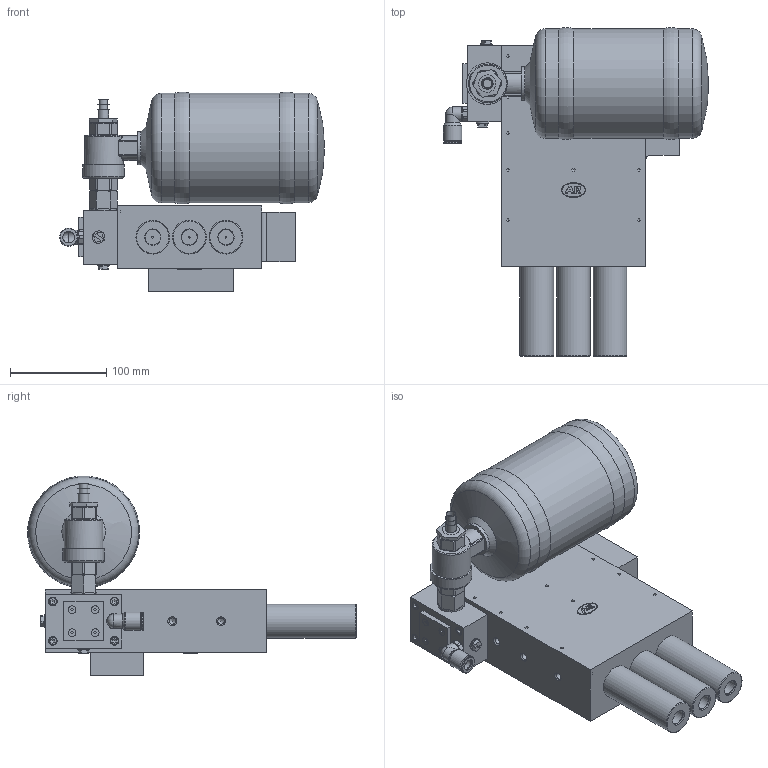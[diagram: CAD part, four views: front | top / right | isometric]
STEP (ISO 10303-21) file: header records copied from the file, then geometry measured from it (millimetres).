
FILE_DESCRIPTION(/* description */ (''),/* implementation_level */ '2;1');
FILE_NAME(/* name */ 'cvk10v.stp',/* time_stamp */ '2021-09-09T13:21:49+02:00',/* author */ ('enginyeria'),/* organization */ (''),/* preprocessor_version */ 'ST-DEVELOPER v17.2',/* originating_system */ 'Autodesk Inventor 2019',/* authorisation */ '');
FILE_SCHEMA (('CONFIG_CONTROL_DESIGN'));
Length unit declared in the file: millimetre
Products named in the file (1): Pieza46
Bounding box: 275.12 x 340.88 x 207.28 mm (x, y, z)
Volume: 4786339.3 mm3; surface area: 332844.3 mm2
Topology: 3 solids, 48 shells, 1137 faces, 2889 edges, 1926 vertices
Faces by surface type: plane 664, cylinder 253, cone 101, bspline 60, torus 55, sphere 4
Full cylindrical faces by diameter (mm): 1.8 x1, 2 x3, 3.5 x7, 4 x4, 4.134 x4, 4.3 x4, 5 x8, 5.5 x2, 6 x4, 6.5 x1, 6.647 x3, 7 x3, 8 x5, 8.5 x4, 8.566 x2, 8.9 x1, 9 x5, 10 x2, 10.5 x1, 11 x1, 11.445 x1, 11.5 x1, 12 x2, 13 x3, 13.2 x1, 14.6 x5, 14.604 x1, 14.95 x2, 16 x3, 17 x6
Entity records: 39258 total; most frequent: CARTESIAN_POINT 12514, ORIENTED_EDGE 5682, DIRECTION 5351, EDGE_CURVE 2841, AXIS2_PLACEMENT_3D 1930, VERTEX_POINT 1926, LINE 1491, VECTOR 1491
